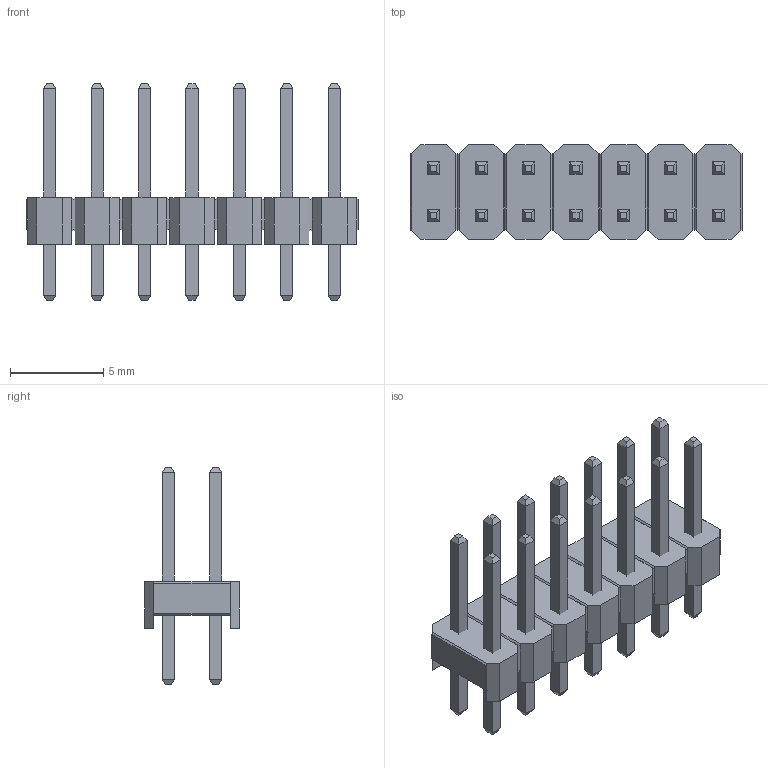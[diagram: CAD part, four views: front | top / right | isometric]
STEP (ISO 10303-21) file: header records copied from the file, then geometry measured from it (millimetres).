
FILE_DESCRIPTION(('STEP AP214'), '1');
FILE_NAME('DS1021-2x5SF11', '', ('UNSPECIFIED'), ('UNSPECIFIED'), 'ASCON STEP Converter 1.3', 'ASCON Math Kernel', '');
FILE_SCHEMA(('AUTOMOTIVE_DESIGN { 1 0 10303 214 3 1 1}'));
Length unit declared in the file: millimetre
Bounding box: 17.78 x 5.08 x 11.6 mm (x, y, z)
Volume: 230.1 mm3; surface area: 735.8 mm2
Topology: 15 solids, 15 shells, 326 faces, 692 edges, 396 vertices
Faces by surface type: plane 326
Entity records: 11044 total; most frequent: CARTESIAN_POINT 1415, ORIENTED_EDGE 1384, DIRECTION 1346, EDGE_CURVE 692, LINE 692, VECTOR 692, VERTEX_POINT 396, COLOUR_RGB 341
